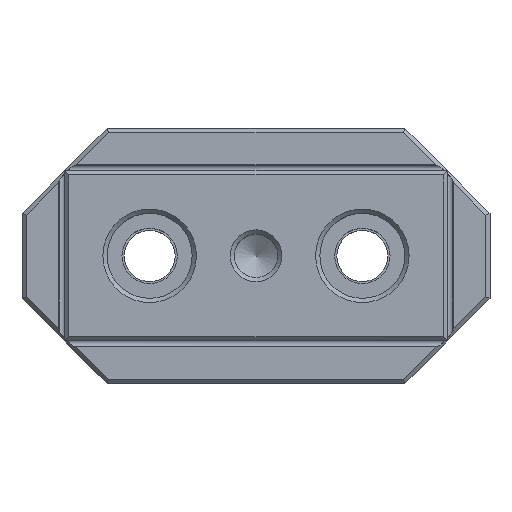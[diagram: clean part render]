
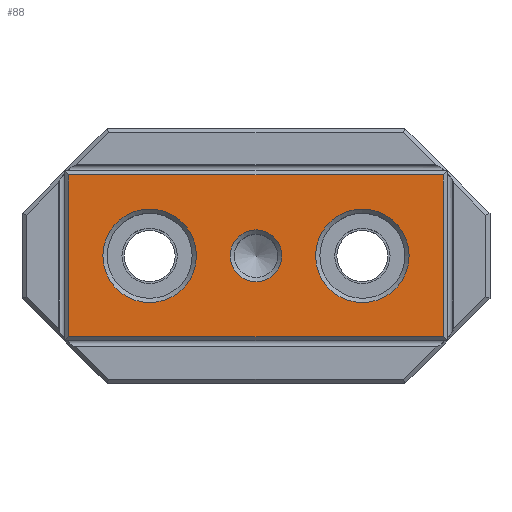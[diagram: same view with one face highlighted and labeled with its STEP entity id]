
A CAD part, top view. The second image highlights one B-rep face of the part: STEP entity #88.
In plain terms, the highlighted planar face has unit normal (0, 0, 1).
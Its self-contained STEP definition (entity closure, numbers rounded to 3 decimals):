
#88 = ADVANCED_FACE( '', ( #185, #186, #187, #188 ), #189, .T. );
#185 = FACE_BOUND( '', #365, .T. );
#186 = FACE_BOUND( '', #366, .T. );
#187 = FACE_BOUND( '', #367, .T. );
#188 = FACE_OUTER_BOUND( '', #368, .T. );
#189 = PLANE( '', #369 );
#365 = EDGE_LOOP( '', ( #594 ) );
#366 = EDGE_LOOP( '', ( #595 ) );
#367 = EDGE_LOOP( '', ( #596 ) );
#368 = EDGE_LOOP( '', ( #597, #598, #599, #600 ) );
#369 = AXIS2_PLACEMENT_3D( '', #601, #602, #603 );
#594 = ORIENTED_EDGE( '', *, *, #1075, .T. );
#595 = ORIENTED_EDGE( '', *, *, #1107, .T. );
#596 = ORIENTED_EDGE( '', *, *, #1108, .T. );
#597 = ORIENTED_EDGE( '', *, *, #1109, .T. );
#598 = ORIENTED_EDGE( '', *, *, #1110, .T. );
#599 = ORIENTED_EDGE( '', *, *, #1105, .T. );
#600 = ORIENTED_EDGE( '', *, *, #1104, .T. );
#601 = CARTESIAN_POINT( '', ( -45., -20., 40. ) );
#602 = DIRECTION( '', ( 0., 0., 1. ) );
#603 = DIRECTION( '', ( 1., 0., 0. ) );
#1075 = EDGE_CURVE( '', #1239, #1239, #1240, .F. );
#1104 = EDGE_CURVE( '', #1289, #1292, #1294, .T. );
#1105 = EDGE_CURVE( '', #1295, #1289, #1296, .T. );
#1107 = EDGE_CURVE( '', #1298, #1298, #1299, .F. );
#1108 = EDGE_CURVE( '', #1300, #1300, #1301, .F. );
#1109 = EDGE_CURVE( '', #1292, #1302, #1303, .T. );
#1110 = EDGE_CURVE( '', #1302, #1295, #1304, .T. );
#1239 = VERTEX_POINT( '', #1500 );
#1240 = CIRCLE( '', #1501, 6.1 );
#1289 = VERTEX_POINT( '', #1571 );
#1292 = VERTEX_POINT( '', #1576 );
#1294 = LINE( '', #1579, #1580 );
#1295 = VERTEX_POINT( '', #1581 );
#1296 = LINE( '', #1582, #1583 );
#1298 = VERTEX_POINT( '', #1586 );
#1299 = CIRCLE( '', #1587, 11. );
#1300 = VERTEX_POINT( '', #1588 );
#1301 = CIRCLE( '', #1589, 11. );
#1302 = VERTEX_POINT( '', #1590 );
#1303 = LINE( '', #1591, #1592 );
#1304 = LINE( '', #1593, #1594 );
#1500 = CARTESIAN_POINT( '', ( 6.1, 0., 40. ) );
#1501 = AXIS2_PLACEMENT_3D( '', #1881, #1882, #1883 );
#1571 = CARTESIAN_POINT( '', ( 44., -19., 40. ) );
#1576 = CARTESIAN_POINT( '', ( 44., 19., 40. ) );
#1579 = CARTESIAN_POINT( '', ( 44., 20., 40. ) );
#1580 = VECTOR( '', #1917, 1000. );
#1581 = CARTESIAN_POINT( '', ( -44., -19., 40. ) );
#1582 = CARTESIAN_POINT( '', ( 45., -19., 40. ) );
#1583 = VECTOR( '', #1918, 1000. );
#1586 = CARTESIAN_POINT( '', ( -14., 0., 40. ) );
#1587 = AXIS2_PLACEMENT_3D( '', #1920, #1921, #1922 );
#1588 = CARTESIAN_POINT( '', ( 36., 0., 40. ) );
#1589 = AXIS2_PLACEMENT_3D( '', #1923, #1924, #1925 );
#1590 = CARTESIAN_POINT( '', ( -44., 19., 40. ) );
#1591 = CARTESIAN_POINT( '', ( -45., 19., 40. ) );
#1592 = VECTOR( '', #1926, 1000. );
#1593 = CARTESIAN_POINT( '', ( -44., -20., 40. ) );
#1594 = VECTOR( '', #1927, 1000. );
#1881 = CARTESIAN_POINT( '', ( 0., 0., 40. ) );
#1882 = DIRECTION( '', ( 0., 0., 1. ) );
#1883 = DIRECTION( '', ( 1., 0., 0. ) );
#1917 = DIRECTION( '', ( 0., 1., 0. ) );
#1918 = DIRECTION( '', ( 1., 0., 0. ) );
#1920 = CARTESIAN_POINT( '', ( -25., 0., 40. ) );
#1921 = DIRECTION( '', ( 0., 0., 1. ) );
#1922 = DIRECTION( '', ( 1., 0., 0. ) );
#1923 = CARTESIAN_POINT( '', ( 25., 0., 40. ) );
#1924 = DIRECTION( '', ( 0., 0., 1. ) );
#1925 = DIRECTION( '', ( 1., 0., 0. ) );
#1926 = DIRECTION( '', ( -1., 0., 0. ) );
#1927 = DIRECTION( '', ( 0., -1., 0. ) );
